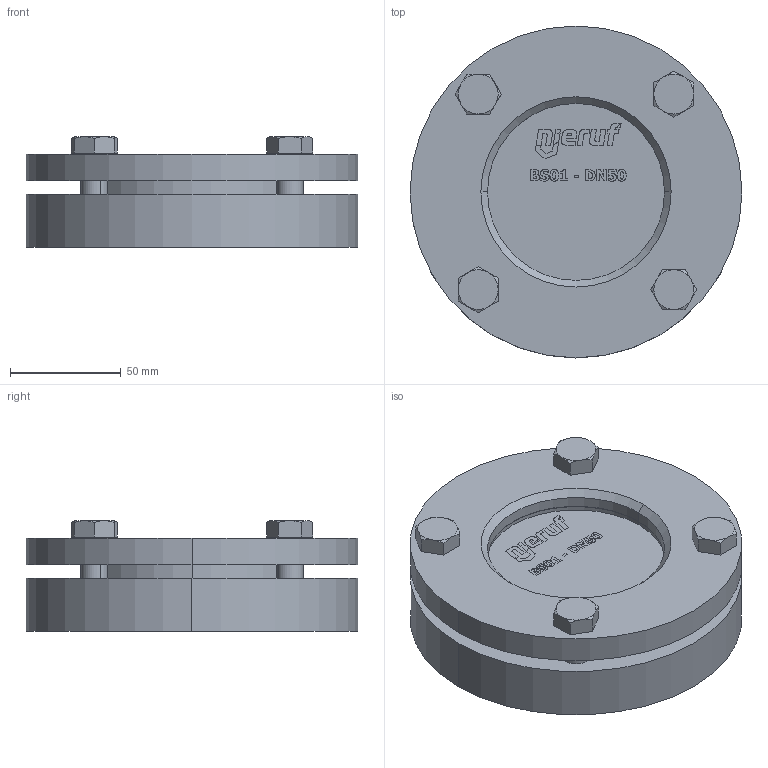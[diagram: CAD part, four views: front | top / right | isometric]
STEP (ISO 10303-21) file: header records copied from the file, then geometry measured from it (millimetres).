
FILE_DESCRIPTION (( 'STEP AP214' ), '1' );
FILE_NAME ('BS01_08_Behälter-Schauglas.STEP', '2020-06-30T13:23:37', ( '' ), ( '' ), 'SwSTEP 2.0', 'SolidWorks 2020', '' );
FILE_SCHEMA (( 'AUTOMOTIVE_DESIGN' ));
Length unit declared in the file: millimetre
Products named in the file (6): BS01-01-08_Grundflansch; BS02-03-08_Flachdichtung; DIN 7990_M12x30_DIN 7990 - M12 x 35-WN; BS01_08_Behälter-Schauglas; BS01-03-08_Glasplatte; BS01-02-08_Deckelflansch
Assembly tree (9 placements, depth 2):
  BS01_08_Behälter-Schauglas
    BS01-01-08_Grundflansch
    BS01-02-08_Deckelflansch
    BS02-03-08_Flachdichtung  x2
    BS01-03-08_Glasplatte
    DIN 7990_M12x30_DIN 7990 - M12 x 35-WN  x4
Bounding box: 150 x 150 x 50 mm (x, y, z)
Volume: 519888.9 mm3; surface area: 120795.7 mm2
Topology: 9 solids, 9 shells, 409 faces, 1018 edges, 664 vertices
Faces by surface type: plane 196, cylinder 92, bspline 77, cone 44
Entity records: 13856 total; most frequent: CARTESIAN_POINT 5490, ORIENTED_EDGE 1736, DIRECTION 1418, EDGE_CURVE 868, VERTEX_POINT 572, VECTOR 530, LINE 530, AXIS2_PLACEMENT_3D 444
